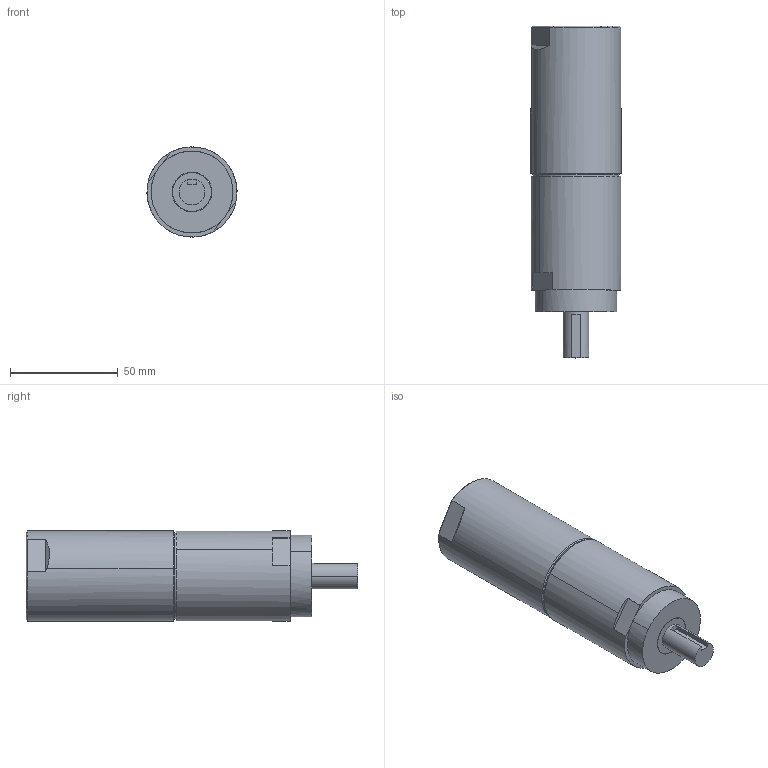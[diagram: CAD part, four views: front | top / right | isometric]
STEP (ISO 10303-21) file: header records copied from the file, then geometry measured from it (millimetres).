
FILE_DESCRIPTION (( 'STEP AP214' ), '1' );
FILE_NAME ('OSM55-100LK.STEP', '2022-01-25T21:35:27', ( '' ), ( '' ), 'SwSTEP 2.0', 'SolidWorks 2021', '' );
FILE_SCHEMA (( 'AUTOMOTIVE_DESIGN' ));
Length unit declared in the file: millimetre
Products named in the file (1): OSM55-100LK
Bounding box: 41.78 x 153.91 x 41.78 mm (x, y, z)
Surface area: 23921.7 mm2 (no closed solid volume)
Topology: 0 solids, 3 shells, 52 faces, 158 edges, 108 vertices
Faces by surface type: plane 24, cylinder 20, cone 8
Entity records: 2411 total; most frequent: CARTESIAN_POINT 378, DIRECTION 318, ORIENTED_EDGE 274, EDGE_CURVE 158, AXIS2_PLACEMENT_3D 120, VERTEX_POINT 108, VECTOR 78, LINE 78
